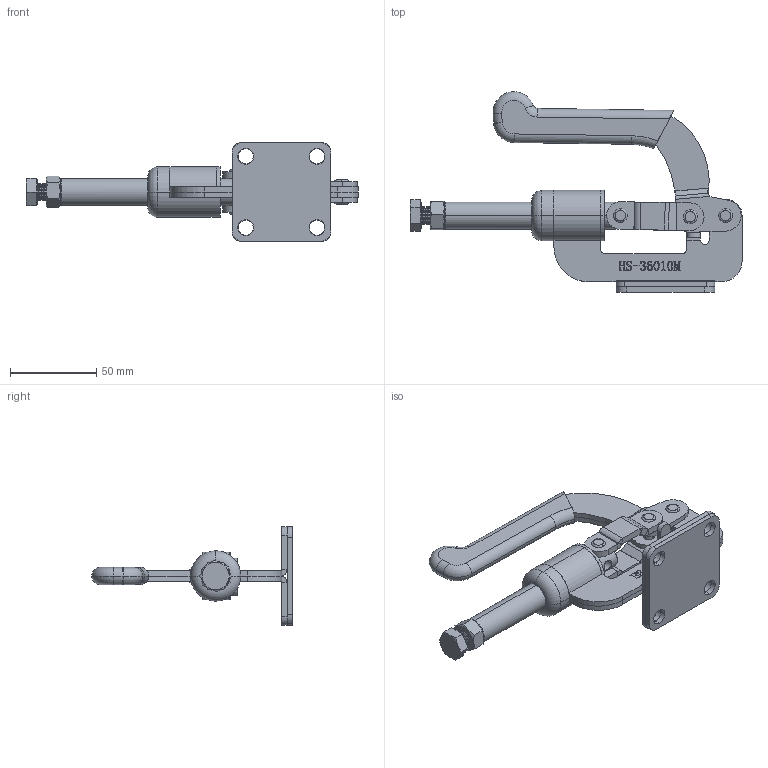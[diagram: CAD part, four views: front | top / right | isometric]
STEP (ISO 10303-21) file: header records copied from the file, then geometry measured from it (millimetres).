
FILE_DESCRIPTION (( 'STEP AP203' ), '1' );
FILE_NAME ('HS-36010M .STEP', '2020-04-15T00:09:57', ( '微软用户' ), ( '微软中国' ), 'SwSTEP 2.0', 'SolidWorks 2012', '' );
FILE_SCHEMA (( 'CONFIG_CONTROL_DESIGN' ));
Length unit declared in the file: millimetre
Products named in the file (12): HS-36010M ; hex nuts, style 1-grades ab gb_GB_FASTENER_NUT_SNAB1 M10-S; hexagon head bolts-full thread gb_GB_FASTENER_BOLT_STBAB A M10X50-S; 錨璃1; 蟀裝; 挴裝; 种3; 种2; 种1; 忒梟衵; 忒參; 菁釱
Assembly tree (12 placements, depth 2):
  HS-36010M 
    菁釱
    忒參
    忒梟衵
    种1
    种2
    种3
    挴裝
    蟀裝  x2
    錨璃1
    hexagon head bolts-full thread gb_GB_FASTENER_BOLT_STBAB A M10X50-S
    hex nuts, style 1-grades ab gb_GB_FASTENER_NUT_SNAB1 M10-S
Bounding box: 192.48 x 116.21 x 57.2 mm (x, y, z)
Volume: 113671.5 mm3; surface area: 66141.1 mm2
Topology: 16 solids, 16 shells, 1126 faces, 2698 edges, 1633 vertices
Faces by surface type: plane 405, cylinder 270, cone 266, bspline 160, torus 25
Entity records: 40294 total; most frequent: CARTESIAN_POINT 14542, ORIENTED_EDGE 5216, DIRECTION 4804, EDGE_CURVE 2608, AXIS2_PLACEMENT_3D 1655, VERTEX_POINT 1585, LINE 1494, VECTOR 1494
